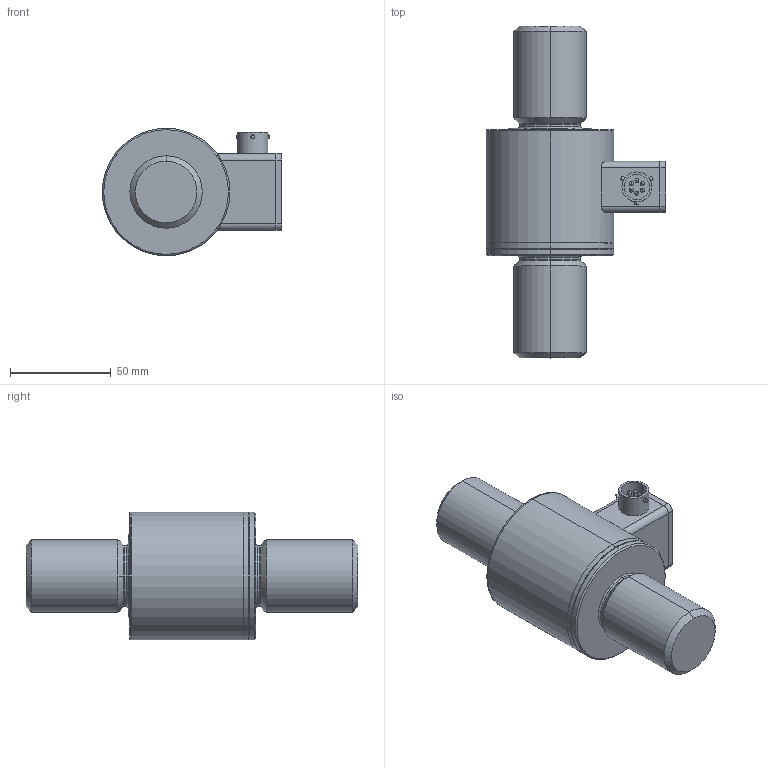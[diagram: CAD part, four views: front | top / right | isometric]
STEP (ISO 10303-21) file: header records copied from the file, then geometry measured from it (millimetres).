
FILE_DESCRIPTION (( 'STEP AP203' ), '1' );
FILE_NAME ('Interface WMC-90KN thru -220KN.STEP', '2012-05-01T16:18:19', ( ' ' ), ( '' ), 'SwSTEP 2.0', 'SolidWorks 2002349', '' );
FILE_SCHEMA (( 'CONFIG_CONTROL_DESIGN' ));
Length unit declared in the file: inch
Products named in the file (1): Interface WMC-90KN thru -220KN
Bounding box: 89.28 x 165.1 x 63.5 mm (x, y, z)
Volume: 327609 mm3; surface area: 35308.2 mm2
Topology: 1 solids, 1 shells, 122 faces, 292 edges, 178 vertices
Faces by surface type: cylinder 48, plane 26, cone 24, bspline 20, torus 4
Entity records: 3949 total; most frequent: CARTESIAN_POINT 1079, DIRECTION 628, ORIENTED_EDGE 560, EDGE_CURVE 280, AXIS2_PLACEMENT_3D 263, VERTEX_POINT 178, CIRCLE 160, EDGE_LOOP 140
